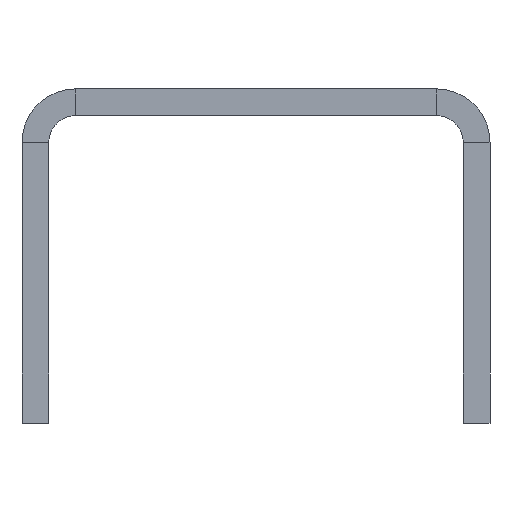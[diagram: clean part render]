
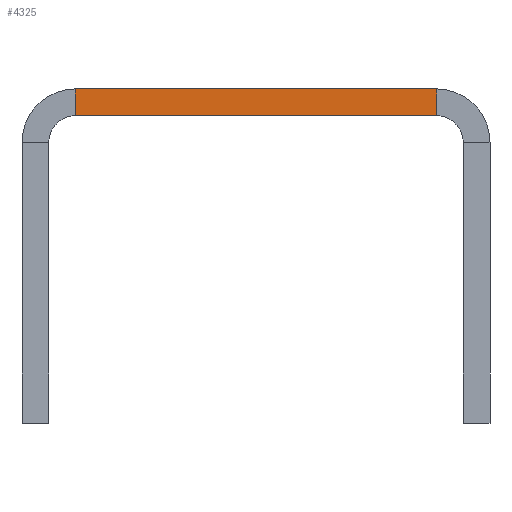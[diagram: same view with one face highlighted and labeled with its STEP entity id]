
A CAD part, front view. The second image highlights one B-rep face of the part: STEP entity #4325.
In plain terms, the highlighted planar face has unit normal (0, -1, 0).
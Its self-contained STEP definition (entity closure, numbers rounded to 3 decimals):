
#671=DIRECTION('',(0.,0.,-1.));
#672=VECTOR('',#671,4.);
#673=CARTESIAN_POINT('',(27.,-450.,25.));
#674=LINE('',#673,#672);
#675=DIRECTION('',(1.,0.,0.));
#676=VECTOR('',#675,54.);
#677=CARTESIAN_POINT('',(-27.,-450.,21.));
#678=LINE('',#677,#676);
#679=DIRECTION('',(1.,0.,0.));
#680=VECTOR('',#679,54.);
#681=CARTESIAN_POINT('',(-27.,-450.,25.));
#682=LINE('',#681,#680);
#1097=DIRECTION('',(0.,0.,-1.));
#1098=VECTOR('',#1097,4.);
#1099=CARTESIAN_POINT('',(-27.,-450.,25.));
#1100=LINE('',#1099,#1098);
#3010=CARTESIAN_POINT('',(27.,-450.,25.));
#3012=VERTEX_POINT('',#3010);
#3022=CARTESIAN_POINT('',(-27.,-450.,25.));
#3024=VERTEX_POINT('',#3022);
#3026=CARTESIAN_POINT('',(27.,-450.,21.));
#3028=VERTEX_POINT('',#3026);
#3038=CARTESIAN_POINT('',(-27.,-450.,21.));
#3040=VERTEX_POINT('',#3038);
#4311=CARTESIAN_POINT('',(0.,-450.,23.));
#4312=DIRECTION('',(0.,-1.,0.));
#4313=DIRECTION('',(1.,0.,0.));
#4314=AXIS2_PLACEMENT_3D('',#4311,#4312,#4313);
#4315=PLANE('',#4314);
#4317=ORIENTED_EDGE('',*,*,#4316,.T.);
#4319=ORIENTED_EDGE('',*,*,#4318,.F.);
#4321=ORIENTED_EDGE('',*,*,#4320,.F.);
#4322=ORIENTED_EDGE('',*,*,#4122,.T.);
#4323=EDGE_LOOP('',(#4317,#4319,#4321,#4322));
#4324=FACE_OUTER_BOUND('',#4323,.F.);
#4325=ADVANCED_FACE('',(#4324),#4315,.T.);
#4122=EDGE_CURVE('',#3024,#3012,#682,.T.);
#4316=EDGE_CURVE('',#3012,#3028,#674,.T.);
#4318=EDGE_CURVE('',#3040,#3028,#678,.T.);
#4320=EDGE_CURVE('',#3024,#3040,#1100,.T.);
